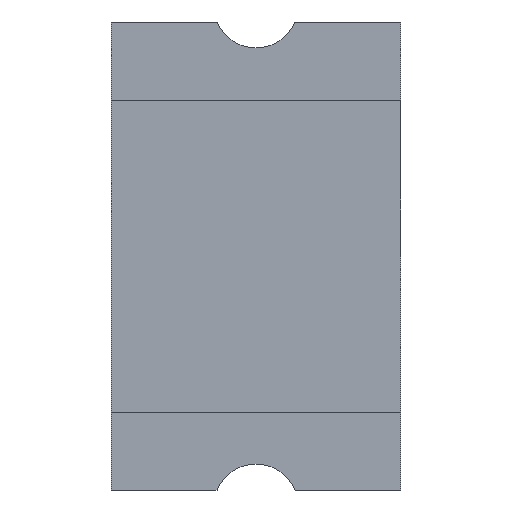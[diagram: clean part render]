
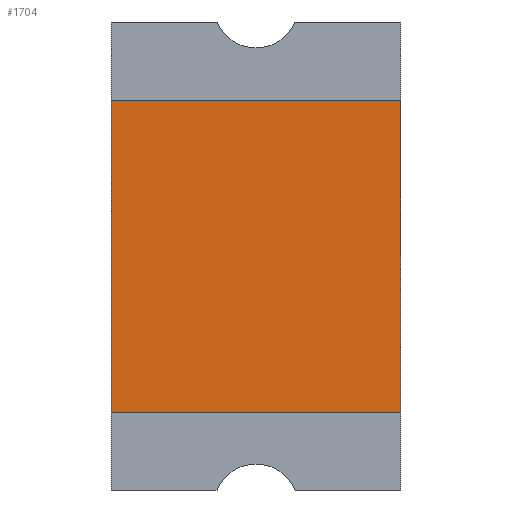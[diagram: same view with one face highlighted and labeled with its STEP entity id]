
A CAD part, front view. The second image highlights one B-rep face of the part: STEP entity #1704.
In plain terms, the highlighted planar face has unit normal (0, -1, 0).
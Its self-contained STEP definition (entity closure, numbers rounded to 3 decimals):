
#67 = ORIENTED_EDGE ( 'NONE', *, *, #2242, .T. ) ;
#181 = LINE ( 'NONE', #1826, #1416 ) ;
#219 = ORIENTED_EDGE ( 'NONE', *, *, #1442, .T. ) ;
#538 = VERTEX_POINT ( 'NONE', #1632 ) ;
#572 = VECTOR ( 'NONE', #1614, 1000. ) ;
#599 = LINE ( 'NONE', #1009, #572 ) ;
#759 = EDGE_CURVE ( 'NONE', #1195, #1739, #1090, .T. ) ;
#838 = LINE ( 'NONE', #924, #1886 ) ;
#924 = CARTESIAN_POINT ( 'NONE',  ( -0.649, -0.29, -1.05 ) ) ;
#966 = ORIENTED_EDGE ( 'NONE', *, *, #2555, .F. ) ;
#1009 = CARTESIAN_POINT ( 'NONE',  ( -0.65, -0.29, 0.7 ) ) ;
#1090 = LINE ( 'NONE', #1937, #1543 ) ;
#1159 = VERTEX_POINT ( 'NONE', #1194 ) ;
#1194 = CARTESIAN_POINT ( 'NONE',  ( -0.649, -0.29, 0.7 ) ) ;
#1195 = VERTEX_POINT ( 'NONE', #1554 ) ;
#1220 = EDGE_LOOP ( 'NONE', ( #219, #67, #966, #1734 ) ) ;
#1292 = FACE_OUTER_BOUND ( 'NONE', #1220, .T. ) ;
#1416 = VECTOR ( 'NONE', #2223, 1000. ) ;
#1442 = EDGE_CURVE ( 'NONE', #1195, #538, #181, .T. ) ;
#1519 = DIRECTION ( 'NONE',  ( 0., 0., 1. ) ) ;
#1535 = DIRECTION ( 'NONE',  ( 0., 1., 0. ) ) ;
#1543 = VECTOR ( 'NONE', #1919, 1000. ) ;
#1554 = CARTESIAN_POINT ( 'NONE',  ( 0.649, -0.29, -0.7 ) ) ;
#1614 = DIRECTION ( 'NONE',  ( -1., 0., 0. ) ) ;
#1632 = CARTESIAN_POINT ( 'NONE',  ( 0.649, -0.29, 0.7 ) ) ;
#1704 = ADVANCED_FACE ( 'NONE', ( #1292 ), #2336, .F. ) ;
#1734 = ORIENTED_EDGE ( 'NONE', *, *, #759, .F. ) ;
#1739 = VERTEX_POINT ( 'NONE', #1772 ) ;
#1772 = CARTESIAN_POINT ( 'NONE',  ( -0.649, -0.29, -0.7 ) ) ;
#1826 = CARTESIAN_POINT ( 'NONE',  ( 0.649, -0.29, -1.05 ) ) ;
#1876 = AXIS2_PLACEMENT_3D ( 'NONE', #2147, #1535, #1980 ) ;
#1886 = VECTOR ( 'NONE', #1519, 1000. ) ;
#1919 = DIRECTION ( 'NONE',  ( -1., 0., 0. ) ) ;
#1937 = CARTESIAN_POINT ( 'NONE',  ( -0.65, -0.29, -0.7 ) ) ;
#1980 = DIRECTION ( 'NONE',  ( 0., 0., 1. ) ) ;
#2147 = CARTESIAN_POINT ( 'NONE',  ( -0.65, -0.29, -0.7 ) ) ;
#2223 = DIRECTION ( 'NONE',  ( 0., 0., 1. ) ) ;
#2242 = EDGE_CURVE ( 'NONE', #538, #1159, #599, .T. ) ;
#2336 = PLANE ( 'NONE',  #1876 ) ;
#2555 = EDGE_CURVE ( 'NONE', #1739, #1159, #838, .T. ) ;
